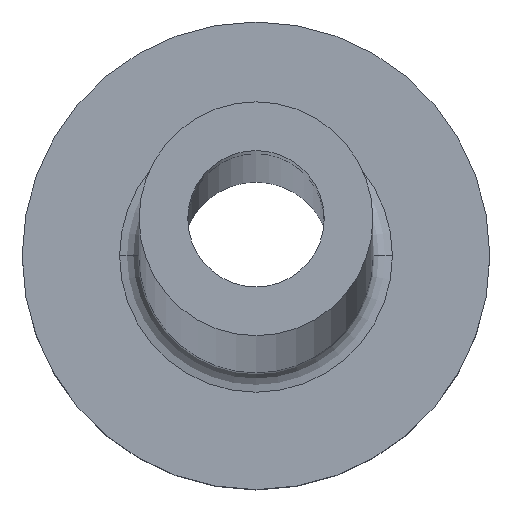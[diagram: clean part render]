
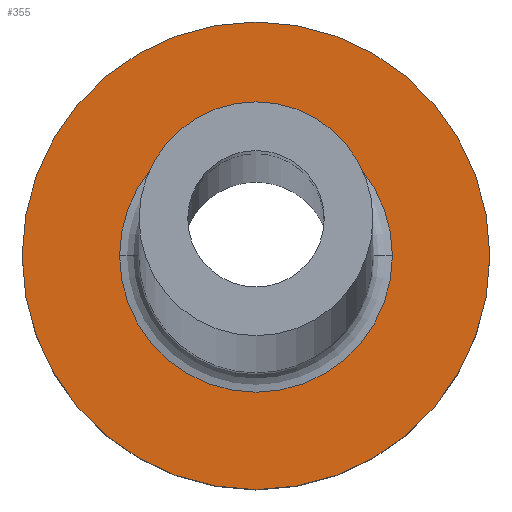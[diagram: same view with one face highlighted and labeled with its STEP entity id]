
A CAD part, top view. The second image highlights one B-rep face of the part: STEP entity #355.
In plain terms, the highlighted planar face has unit normal (0, 0, 1).
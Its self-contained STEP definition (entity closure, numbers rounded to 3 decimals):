
#2 = AXIS2_PLACEMENT_3D ( 'NONE', #4, #146, #82 ) ;
#4 = CARTESIAN_POINT ( 'NONE',  ( 0., 0., 5. ) ) ;
#7 = EDGE_CURVE ( 'NONE', #94, #275, #210, .T. ) ;
#19 = VERTEX_POINT ( 'NONE', #290 ) ;
#20 = AXIS2_PLACEMENT_3D ( 'NONE', #56, #126, #226 ) ;
#38 = CARTESIAN_POINT ( 'NONE',  ( 0., 0., 5. ) ) ;
#56 = CARTESIAN_POINT ( 'NONE',  ( 0., 0., 5. ) ) ;
#82 = DIRECTION ( 'NONE',  ( 1., 0., 0. ) ) ;
#94 = VERTEX_POINT ( 'NONE', #242 ) ;
#96 = AXIS2_PLACEMENT_3D ( 'NONE', #179, #219, #214 ) ;
#102 = AXIS2_PLACEMENT_3D ( 'NONE', #38, #319, #432 ) ;
#126 = DIRECTION ( 'NONE',  ( 0., 0., 1. ) ) ;
#146 = DIRECTION ( 'NONE',  ( 0., 0., -1. ) ) ;
#178 = FACE_BOUND ( 'NONE', #388, .T. ) ;
#179 = CARTESIAN_POINT ( 'NONE',  ( 0., 0., 5. ) ) ;
#194 = CIRCLE ( 'NONE', #2, 3.5 ) ;
#195 = ORIENTED_EDGE ( 'NONE', *, *, #316, .T. ) ;
#203 = CIRCLE ( 'NONE', #338, 6. ) ;
#207 = DIRECTION ( 'NONE',  ( 0., 0., 1. ) ) ;
#210 = CIRCLE ( 'NONE', #20, 6. ) ;
#214 = DIRECTION ( 'NONE',  ( 1., 0., 0. ) ) ;
#219 = DIRECTION ( 'NONE',  ( 0., 0., -1. ) ) ;
#226 = DIRECTION ( 'NONE',  ( 1., 0., 0. ) ) ;
#230 = EDGE_LOOP ( 'NONE', ( #353, #288 ) ) ;
#242 = CARTESIAN_POINT ( 'NONE',  ( 6., 0., 5. ) ) ;
#243 = CARTESIAN_POINT ( 'NONE',  ( 0., 0., 5. ) ) ;
#246 = FACE_OUTER_BOUND ( 'NONE', #230, .T. ) ;
#275 = VERTEX_POINT ( 'NONE', #435 ) ;
#280 = CIRCLE ( 'NONE', #96, 3.5 ) ;
#287 = VERTEX_POINT ( 'NONE', #395 ) ;
#288 = ORIENTED_EDGE ( 'NONE', *, *, #7, .T. ) ;
#290 = CARTESIAN_POINT ( 'NONE',  ( 3.5, 0., 5. ) ) ;
#316 = EDGE_CURVE ( 'NONE', #19, #287, #280, .T. ) ;
#319 = DIRECTION ( 'NONE',  ( 0., 0., 1. ) ) ;
#338 = AXIS2_PLACEMENT_3D ( 'NONE', #243, #207, #394 ) ;
#353 = ORIENTED_EDGE ( 'NONE', *, *, #399, .T. ) ;
#355 = ADVANCED_FACE ( 'NONE', ( #178, #246 ), #431, .T. ) ;
#388 = EDGE_LOOP ( 'NONE', ( #195, #412 ) ) ;
#394 = DIRECTION ( 'NONE',  ( 1., 0., 0. ) ) ;
#395 = CARTESIAN_POINT ( 'NONE',  ( -3.5, 0., 5. ) ) ;
#396 = EDGE_CURVE ( 'NONE', #287, #19, #194, .T. ) ;
#399 = EDGE_CURVE ( 'NONE', #275, #94, #203, .T. ) ;
#412 = ORIENTED_EDGE ( 'NONE', *, *, #396, .T. ) ;
#431 = PLANE ( 'NONE',  #102 ) ;
#432 = DIRECTION ( 'NONE',  ( 1., 0., 0. ) ) ;
#435 = CARTESIAN_POINT ( 'NONE',  ( -6., 0., 5. ) ) ;
